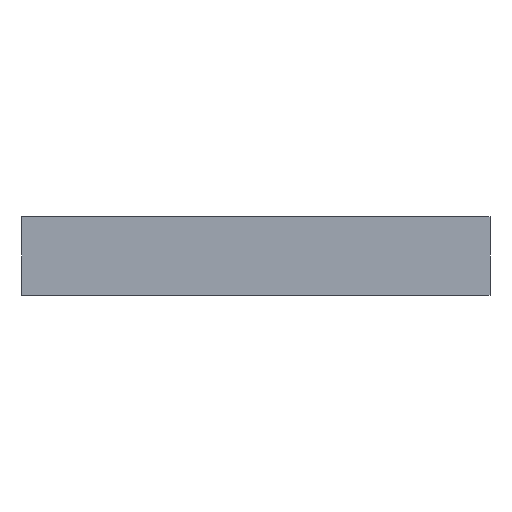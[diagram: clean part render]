
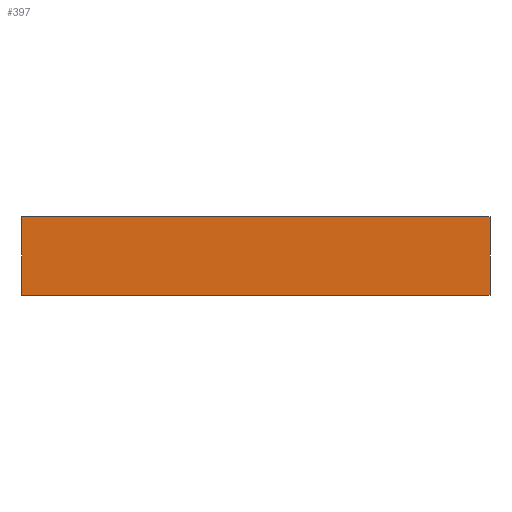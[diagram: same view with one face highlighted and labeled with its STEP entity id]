
A CAD part, left-side view. The second image highlights one B-rep face of the part: STEP entity #397.
In plain terms, the highlighted planar face has unit normal (-1, 0, 0).
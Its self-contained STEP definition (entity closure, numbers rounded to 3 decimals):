
#397 = ADVANCED_FACE( '', ( #882 ), #883, .T. );
#882 = FACE_OUTER_BOUND( '', #1496, .T. );
#883 = PLANE( '', #1497 );
#1496 = EDGE_LOOP( '', ( #2815, #2816, #2817, #2818 ) );
#1497 = AXIS2_PLACEMENT_3D( '', #2819, #2820, #2821 );
#2815 = ORIENTED_EDGE( '', *, *, #4080, .F. );
#2816 = ORIENTED_EDGE( '', *, *, #3950, .F. );
#2817 = ORIENTED_EDGE( '', *, *, #3920, .T. );
#2818 = ORIENTED_EDGE( '', *, *, #4081, .T. );
#2819 = CARTESIAN_POINT( '', ( -139., 209., -35. ) );
#2820 = DIRECTION( '', ( -1., 0., 0. ) );
#2821 = DIRECTION( '', ( 0., 0., 1. ) );
#3920 = EDGE_CURVE( '', #4593, #4594, #4595, .T. );
#3950 = EDGE_CURVE( '', #4593, #4639, #4642, .T. );
#4080 = EDGE_CURVE( '', #4639, #4834, #4835, .T. );
#4081 = EDGE_CURVE( '', #4594, #4834, #4836, .T. );
#4593 = VERTEX_POINT( '', #5992 );
#4594 = VERTEX_POINT( '', #5993 );
#4595 = LINE( '', #5994, #5995 );
#4639 = VERTEX_POINT( '', #6056 );
#4642 = LINE( '', #6061, #6062 );
#4834 = VERTEX_POINT( '', #6615 );
#4835 = LINE( '', #6616, #6617 );
#4836 = LINE( '', #6618, #6619 );
#5992 = CARTESIAN_POINT( '', ( -139., 209., -35. ) );
#5993 = CARTESIAN_POINT( '', ( -139., 0., -35. ) );
#5994 = CARTESIAN_POINT( '', ( -139., 209., -35. ) );
#5995 = VECTOR( '', #7378, 1000. );
#6056 = CARTESIAN_POINT( '', ( -139., 209., 0. ) );
#6061 = CARTESIAN_POINT( '', ( -139., 209., -35. ) );
#6062 = VECTOR( '', #7407, 1000. );
#6615 = CARTESIAN_POINT( '', ( -139., 0., 0. ) );
#6616 = CARTESIAN_POINT( '', ( -139., 209., 0. ) );
#6617 = VECTOR( '', #7501, 1000. );
#6618 = CARTESIAN_POINT( '', ( -139., 0., -35. ) );
#6619 = VECTOR( '', #7502, 1000. );
#7378 = DIRECTION( '', ( 0., -1., 0. ) );
#7407 = DIRECTION( '', ( 0., 0., 1. ) );
#7501 = DIRECTION( '', ( 0., -1., 0. ) );
#7502 = DIRECTION( '', ( 0., 0., 1. ) );
